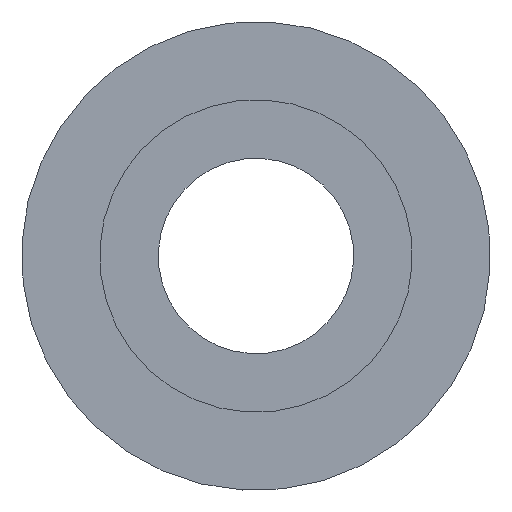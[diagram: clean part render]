
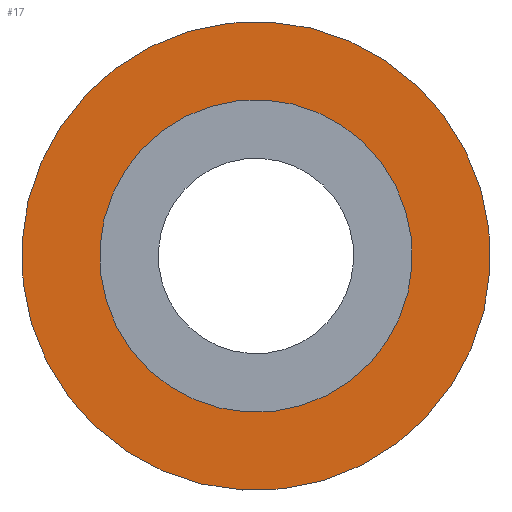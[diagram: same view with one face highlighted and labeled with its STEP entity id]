
A CAD part, front view. The second image highlights one B-rep face of the part: STEP entity #17.
In plain terms, the highlighted planar face has unit normal (0, -1, 0).
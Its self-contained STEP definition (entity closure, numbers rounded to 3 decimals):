
#17 = ADVANCED_FACE('',(#18,#80),#31,.F.);
#18 = FACE_BOUND('',#19,.T.);
#19 = EDGE_LOOP('',(#20));
#20 = ORIENTED_EDGE('',*,*,#21,.T.);
#21 = EDGE_CURVE('',#22,#22,#24,.T.);
#22 = VERTEX_POINT('',#23);
#23 = CARTESIAN_POINT('',(-41.114,338.236,84.554
    ));
#24 = SURFACE_CURVE('',#25,(#30,#46),.PCURVE_S1.);
#25 = CIRCLE('',#26,6.);
#26 = AXIS2_PLACEMENT_3D('',#27,#28,#29);
#27 = CARTESIAN_POINT('',(-45.477,338.236,
    88.673));
#28 = DIRECTION('',(0.,-1.,0.));
#29 = DIRECTION('',(-0.727,0.,0.686));
#30 = PCURVE('',#31,#36);
#31 = PLANE('',#32);
#32 = AXIS2_PLACEMENT_3D('',#33,#34,#35);
#33 = CARTESIAN_POINT('',(-45.477,338.236,
    88.673));
#34 = DIRECTION('',(0.,1.,0.));
#35 = DIRECTION('',(0.727,0.,-0.686));
#36 = DEFINITIONAL_REPRESENTATION('',(#37),#45);
#37 = ( BOUNDED_CURVE() B_SPLINE_CURVE(2,(#38,#39,#40,#41,#42,#43,#44),
.UNSPECIFIED.,.F.,.F.) B_SPLINE_CURVE_WITH_KNOTS((1,2,2,2,2,1),(
    -2.094,0.,2.094,4.189,6.283,
8.378),.UNSPECIFIED.) CURVE() GEOMETRIC_REPRESENTATION_ITEM() 
RATIONAL_B_SPLINE_CURVE((1.,0.5,1.,0.5,1.,0.5,1.)) REPRESENTATION_ITEM(
  '') );
#38 = CARTESIAN_POINT('',(-6.,0.));
#39 = CARTESIAN_POINT('',(-6.,10.392));
#40 = CARTESIAN_POINT('',(3.,5.196));
#41 = CARTESIAN_POINT('',(12.,0.));
#42 = CARTESIAN_POINT('',(3.,-5.196));
#43 = CARTESIAN_POINT('',(-6.,-10.392));
#44 = CARTESIAN_POINT('',(-6.,0.));
#45 = ( GEOMETRIC_REPRESENTATION_CONTEXT(2) 
PARAMETRIC_REPRESENTATION_CONTEXT() REPRESENTATION_CONTEXT('2D SPACE',''
  ) );
#46 = PCURVE('',#47,#52);
#47 = CYLINDRICAL_SURFACE('',#48,6.);
#48 = AXIS2_PLACEMENT_3D('',#49,#50,#51);
#49 = CARTESIAN_POINT('',(-45.477,338.236,
    88.673));
#50 = DIRECTION('',(0.,1.,0.));
#51 = DIRECTION('',(-0.727,0.,0.686));
#52 = DEFINITIONAL_REPRESENTATION('',(#53),#79);
#53 = B_SPLINE_CURVE_WITH_KNOTS('',3,(#54,#55,#56,#57,#58,#59,#60,#61,
    #62,#63,#64,#65,#66,#67,#68,#69,#70,#71,#72,#73,#74,#75,#76,#77,#78)
  ,.UNSPECIFIED.,.F.,.F.,(4,1,1,1,1,1,1,1,1,1,1,1,1,1,1,1,1,1,1,1,1,1,4)
  ,(3.142,3.427,3.713,3.998,
    4.284,4.57,4.855,5.141,
    5.426,5.712,5.998,6.283,
    6.569,6.854,7.14,7.426,
    7.711,7.997,8.282,8.568,
    8.854,9.139,9.425),.QUASI_UNIFORM_KNOTS.);
#54 = CARTESIAN_POINT('',(9.425,0.));
#55 = CARTESIAN_POINT('',(9.33,0.));
#56 = CARTESIAN_POINT('',(9.139,0.));
#57 = CARTESIAN_POINT('',(8.854,0.));
#58 = CARTESIAN_POINT('',(8.568,0.));
#59 = CARTESIAN_POINT('',(8.282,0.));
#60 = CARTESIAN_POINT('',(7.997,0.));
#61 = CARTESIAN_POINT('',(7.711,0.));
#62 = CARTESIAN_POINT('',(7.426,0.));
#63 = CARTESIAN_POINT('',(7.14,0.));
#64 = CARTESIAN_POINT('',(6.854,0.));
#65 = CARTESIAN_POINT('',(6.569,0.));
#66 = CARTESIAN_POINT('',(6.283,0.));
#67 = CARTESIAN_POINT('',(5.998,0.));
#68 = CARTESIAN_POINT('',(5.712,0.));
#69 = CARTESIAN_POINT('',(5.426,0.));
#70 = CARTESIAN_POINT('',(5.141,0.));
#71 = CARTESIAN_POINT('',(4.855,0.));
#72 = CARTESIAN_POINT('',(4.57,0.));
#73 = CARTESIAN_POINT('',(4.284,0.));
#74 = CARTESIAN_POINT('',(3.998,0.));
#75 = CARTESIAN_POINT('',(3.713,0.));
#76 = CARTESIAN_POINT('',(3.427,0.));
#77 = CARTESIAN_POINT('',(3.237,0.));
#78 = CARTESIAN_POINT('',(3.142,0.));
#79 = ( GEOMETRIC_REPRESENTATION_CONTEXT(2) 
PARAMETRIC_REPRESENTATION_CONTEXT() REPRESENTATION_CONTEXT('2D SPACE',''
  ) );
#80 = FACE_BOUND('',#81,.T.);
#81 = EDGE_LOOP('',(#82));
#82 = ORIENTED_EDGE('',*,*,#83,.T.);
#83 = EDGE_CURVE('',#84,#84,#86,.T.);
#84 = VERTEX_POINT('',#85);
#85 = CARTESIAN_POINT('',(-42.568,338.236,
    85.927));
#86 = SURFACE_CURVE('',#87,(#92,#99),.PCURVE_S1.);
#87 = CIRCLE('',#88,4.);
#88 = AXIS2_PLACEMENT_3D('',#89,#90,#91);
#89 = CARTESIAN_POINT('',(-45.477,338.236,
    88.673));
#90 = DIRECTION('',(0.,1.,0.));
#91 = DIRECTION('',(-0.727,0.,0.686));
#92 = PCURVE('',#31,#93);
#93 = DEFINITIONAL_REPRESENTATION('',(#94),#98);
#94 = CIRCLE('',#95,4.);
#95 = AXIS2_PLACEMENT_2D('',#96,#97);
#96 = CARTESIAN_POINT('',(0.,0.));
#97 = DIRECTION('',(-1.,0.));
#98 = ( GEOMETRIC_REPRESENTATION_CONTEXT(2) 
PARAMETRIC_REPRESENTATION_CONTEXT() REPRESENTATION_CONTEXT('2D SPACE',''
  ) );
#99 = PCURVE('',#100,#105);
#100 = CYLINDRICAL_SURFACE('',#101,4.);
#101 = AXIS2_PLACEMENT_3D('',#102,#103,#104);
#102 = CARTESIAN_POINT('',(-45.477,318.236,
    88.673));
#103 = DIRECTION('',(0.,1.,0.));
#104 = DIRECTION('',(-0.727,0.,0.686));
#105 = DEFINITIONAL_REPRESENTATION('',(#106),#132);
#106 = B_SPLINE_CURVE_WITH_KNOTS('',3,(#107,#108,#109,#110,#111,#112,
    #113,#114,#115,#116,#117,#118,#119,#120,#121,#122,#123,#124,#125,
    #126,#127,#128,#129,#130,#131),.UNSPECIFIED.,.F.,.F.,(4,1,1,1,1,1,1,
    1,1,1,1,1,1,1,1,1,1,1,1,1,1,1,4),(3.142,3.427,
    3.713,3.998,4.284,4.57,
    4.855,5.141,5.426,5.712,
    5.998,6.283,6.569,6.854,
    7.14,7.426,7.711,7.997,
    8.282,8.568,8.854,9.139,
    9.425),.QUASI_UNIFORM_KNOTS.);
#107 = CARTESIAN_POINT('',(3.142,20.));
#108 = CARTESIAN_POINT('',(3.237,20.));
#109 = CARTESIAN_POINT('',(3.427,20.));
#110 = CARTESIAN_POINT('',(3.713,20.));
#111 = CARTESIAN_POINT('',(3.998,20.));
#112 = CARTESIAN_POINT('',(4.284,20.));
#113 = CARTESIAN_POINT('',(4.57,20.));
#114 = CARTESIAN_POINT('',(4.855,20.));
#115 = CARTESIAN_POINT('',(5.141,20.));
#116 = CARTESIAN_POINT('',(5.426,20.));
#117 = CARTESIAN_POINT('',(5.712,20.));
#118 = CARTESIAN_POINT('',(5.998,20.));
#119 = CARTESIAN_POINT('',(6.283,20.));
#120 = CARTESIAN_POINT('',(6.569,20.));
#121 = CARTESIAN_POINT('',(6.854,20.));
#122 = CARTESIAN_POINT('',(7.14,20.));
#123 = CARTESIAN_POINT('',(7.426,20.));
#124 = CARTESIAN_POINT('',(7.711,20.));
#125 = CARTESIAN_POINT('',(7.997,20.));
#126 = CARTESIAN_POINT('',(8.282,20.));
#127 = CARTESIAN_POINT('',(8.568,20.));
#128 = CARTESIAN_POINT('',(8.854,20.));
#129 = CARTESIAN_POINT('',(9.139,20.));
#130 = CARTESIAN_POINT('',(9.33,20.));
#131 = CARTESIAN_POINT('',(9.425,20.));
#132 = ( GEOMETRIC_REPRESENTATION_CONTEXT(2) 
PARAMETRIC_REPRESENTATION_CONTEXT() REPRESENTATION_CONTEXT('2D SPACE',''
  ) );
